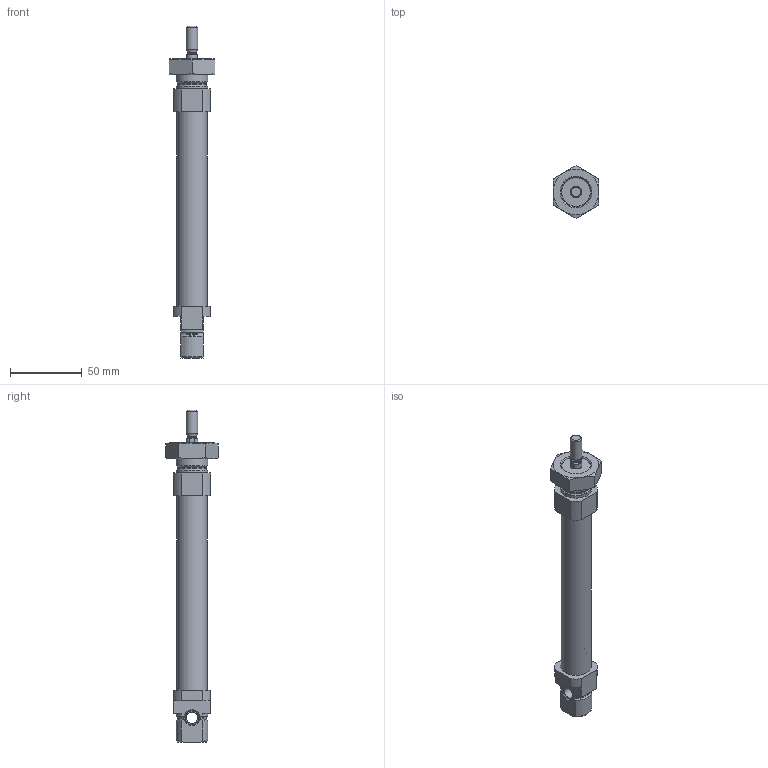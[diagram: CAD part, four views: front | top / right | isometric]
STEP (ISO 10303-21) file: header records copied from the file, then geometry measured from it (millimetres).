
FILE_DESCRIPTION(/* description */ ('STEP AP214'),/* implementation_level */ '2;1');
FILE_NAME(/* name */ '559275_DSNU-20-100-PPS-A',/* time_stamp */ '2024-08-22T16:14:36+02:00',/* author */ ('License CC BY-ND 4.0'),/* organization */ ('CADENAS'),/* preprocessor_version */ 'ST-DEVELOPER v19.3',/* originating_system */ 'PARTsolutions',/* authorisation */ ' ');
FILE_SCHEMA (('AUTOMOTIVE_DESIGN {1 0 10303 214 3 1 1}'));
Length unit declared in the file: millimetre
Products named in the file (4): 559275 DSNU-20-100-PPS-A---(0); 559275 DSNU-20-100-PPS---(A----0-ZR); DIN-439-B - M22x1.5(F); 559275 DSNU-20-100-PPS---(A---00--0-KS)
Assembly tree (3 placements, depth 2):
  559275 DSNU-20-100-PPS-A---(0)
    559275 DSNU-20-100-PPS---(A----0-ZR)
    DIN-439-B - M22x1.5(F)
    559275 DSNU-20-100-PPS---(A---00--0-KS)
Bounding box: 32 x 36.95 x 232 mm (x, y, z)
Volume: 58851.3 mm3; surface area: 33949 mm2
Topology: 3 solids, 3 shells, 100 faces, 238 edges, 152 vertices
Faces by surface type: plane 45, cylinder 28, cone 19, torus 8
Full cylindrical faces by diameter (mm): 6.4 x1, 8 x4, 8.566 x2, 19.7 x1, 20 x2, 20.376 x1, 21.3 x1, 22 x2
Entity records: 3350 total; most frequent: CARTESIAN_POINT 587, DIRECTION 464, ORIENTED_EDGE 398, EDGE_CURVE 199, AXIS2_PLACEMENT_3D 193, FACE_BOUND 149, VERTEX_POINT 148, EDGE_LOOP 148
